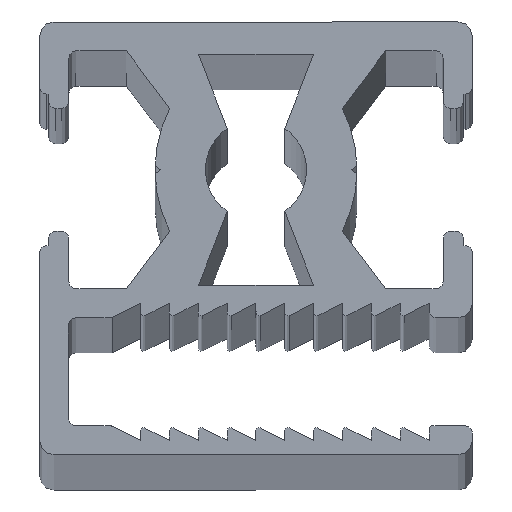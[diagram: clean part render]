
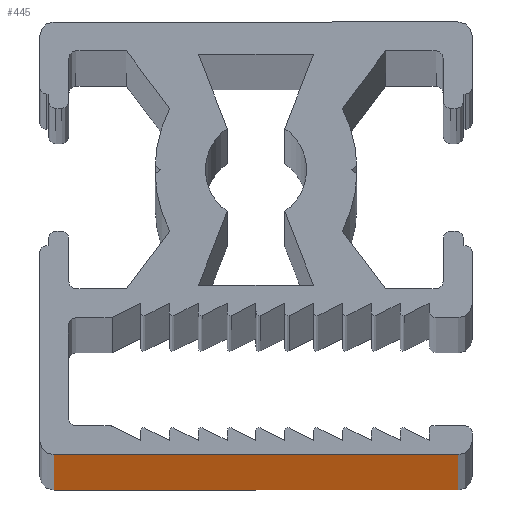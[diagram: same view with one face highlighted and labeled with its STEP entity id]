
A CAD part, top view. The second image highlights one B-rep face of the part: STEP entity #445.
In plain terms, the highlighted planar face has unit normal (0, -1, 0).
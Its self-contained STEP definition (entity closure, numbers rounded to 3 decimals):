
#74 = CARTESIAN_POINT ( 'NONE',  ( -14., -19.75, 700. ) ) ;
#160 = CARTESIAN_POINT ( 'NONE',  ( -14., -19.75, -700. ) ) ;
#362 = VERTEX_POINT ( 'NONE', #2295 ) ;
#396 = VECTOR ( 'NONE', #2203, 1000. ) ;
#402 = VERTEX_POINT ( 'NONE', #160 ) ;
#445 = ADVANCED_FACE ( 'NONE', ( #4711 ), #2423, .F. ) ;
#977 = EDGE_LOOP ( 'NONE', ( #2997, #3585, #2470, #2043 ) ) ;
#1048 = LINE ( 'NONE', #3334, #396 ) ;
#1117 = EDGE_CURVE ( 'NONE', #4530, #2959, #1048, .T. ) ;
#1530 = DIRECTION ( 'NONE',  ( 0., 0., -1. ) ) ;
#1641 = CARTESIAN_POINT ( 'NONE',  ( -14., -19.75, 700. ) ) ;
#1673 = CARTESIAN_POINT ( 'NONE',  ( -14., -19.75, 700. ) ) ;
#2043 = ORIENTED_EDGE ( 'NONE', *, *, #2494, .T. ) ;
#2203 = DIRECTION ( 'NONE',  ( 0., 0., -1. ) ) ;
#2295 = CARTESIAN_POINT ( 'NONE',  ( -14., -19.75, 700. ) ) ;
#2336 = VECTOR ( 'NONE', #4025, 1000. ) ;
#2423 = PLANE ( 'NONE',  #2722 ) ;
#2470 = ORIENTED_EDGE ( 'NONE', *, *, #2593, .F. ) ;
#2494 = EDGE_CURVE ( 'NONE', #362, #402, #2782, .T. ) ;
#2593 = EDGE_CURVE ( 'NONE', #362, #4530, #3238, .T. ) ;
#2722 = AXIS2_PLACEMENT_3D ( 'NONE', #1641, #4402, #4376 ) ;
#2779 = CARTESIAN_POINT ( 'NONE',  ( -14., -19.75, -700. ) ) ;
#2782 = LINE ( 'NONE', #74, #3926 ) ;
#2959 = VERTEX_POINT ( 'NONE', #4378 ) ;
#2997 = ORIENTED_EDGE ( 'NONE', *, *, #4925, .T. ) ;
#3027 = VECTOR ( 'NONE', #3065, 1000. ) ;
#3065 = DIRECTION ( 'NONE',  ( 1., 0., 0. ) ) ;
#3238 = LINE ( 'NONE', #1673, #2336 ) ;
#3334 = CARTESIAN_POINT ( 'NONE',  ( 14., -19.75, 700. ) ) ;
#3585 = ORIENTED_EDGE ( 'NONE', *, *, #1117, .F. ) ;
#3926 = VECTOR ( 'NONE', #1530, 1000. ) ;
#4025 = DIRECTION ( 'NONE',  ( 1., 0., 0. ) ) ;
#4031 = CARTESIAN_POINT ( 'NONE',  ( 14., -19.75, 700. ) ) ;
#4376 = DIRECTION ( 'NONE',  ( -1., 0., 0. ) ) ;
#4378 = CARTESIAN_POINT ( 'NONE',  ( 14., -19.75, -700. ) ) ;
#4402 = DIRECTION ( 'NONE',  ( 0., 1., 0. ) ) ;
#4530 = VERTEX_POINT ( 'NONE', #4031 ) ;
#4672 = LINE ( 'NONE', #2779, #3027 ) ;
#4711 = FACE_OUTER_BOUND ( 'NONE', #977, .T. ) ;
#4925 = EDGE_CURVE ( 'NONE', #402, #2959, #4672, .T. ) ;
